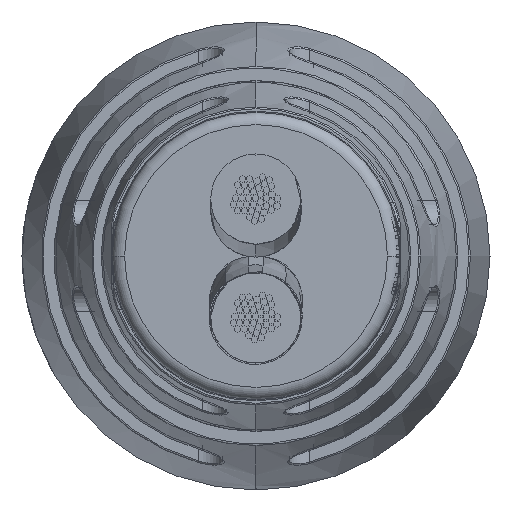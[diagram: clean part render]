
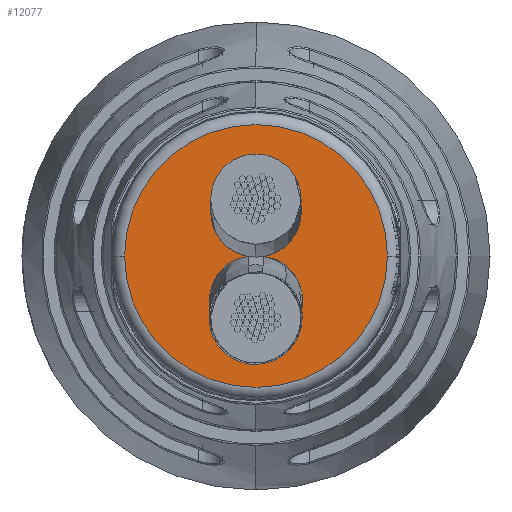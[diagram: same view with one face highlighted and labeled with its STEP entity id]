
A CAD part, left-side view. The second image highlights one B-rep face of the part: STEP entity #12077.
In plain terms, the highlighted planar face has unit normal (-1, 0, 0).
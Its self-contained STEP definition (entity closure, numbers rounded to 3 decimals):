
#2489 = CARTESIAN_POINT ( 'NONE',  ( -30., 0., 3.202 ) ) ;
#4472 = EDGE_CURVE ( 'NONE', #16824, #9627, #36936, .T. ) ;
#5440 = CIRCLE ( 'NONE', #6291, 3.202 ) ;
#6051 = AXIS2_PLACEMENT_3D ( 'NONE', #9723, #31156, #12765 ) ;
#6291 = AXIS2_PLACEMENT_3D ( 'NONE', #7064, #28487, #10121 ) ;
#7064 = CARTESIAN_POINT ( 'NONE',  ( -30., 0., 0. ) ) ;
#7413 = CARTESIAN_POINT ( 'NONE',  ( -30., 3.5, 0. ) ) ;
#8288 = AXIS2_PLACEMENT_3D ( 'NONE', #7413, #8958, #11355 ) ;
#8958 = DIRECTION ( 'NONE',  ( 1., 0., 0. ) ) ;
#9627 = VERTEX_POINT ( 'NONE', #2489 ) ;
#9723 = CARTESIAN_POINT ( 'NONE',  ( -30., 0., 0. ) ) ;
#10121 = DIRECTION ( 'NONE',  ( 0., 0., -1. ) ) ;
#11355 = DIRECTION ( 'NONE',  ( 0., 0., -1. ) ) ;
#12077 = ADVANCED_FACE ( 'NONE', ( #17015 ), #37969, .F. ) ;
#12765 = DIRECTION ( 'NONE',  ( 0., 0., -1. ) ) ;
#14261 = EDGE_LOOP ( 'NONE', ( #16451, #17373 ) ) ;
#16451 = ORIENTED_EDGE ( 'NONE', *, *, #22489, .T. ) ;
#16824 = VERTEX_POINT ( 'NONE', #26461 ) ;
#17015 = FACE_OUTER_BOUND ( 'NONE', #14261, .T. ) ;
#17373 = ORIENTED_EDGE ( 'NONE', *, *, #4472, .T. ) ;
#22489 = EDGE_CURVE ( 'NONE', #9627, #16824, #5440, .T. ) ;
#26461 = CARTESIAN_POINT ( 'NONE',  ( -30., 0., -3.202 ) ) ;
#28487 = DIRECTION ( 'NONE',  ( -1., 0., 0. ) ) ;
#31156 = DIRECTION ( 'NONE',  ( -1., 0., 0. ) ) ;
#36936 = CIRCLE ( 'NONE', #6051, 3.202 ) ;
#37969 = PLANE ( 'NONE',  #8288 ) ;
